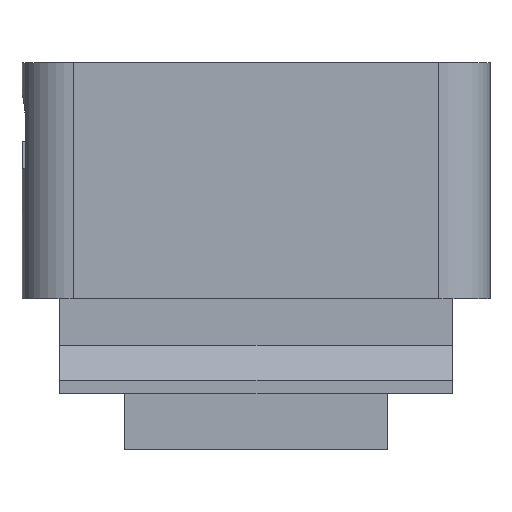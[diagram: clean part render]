
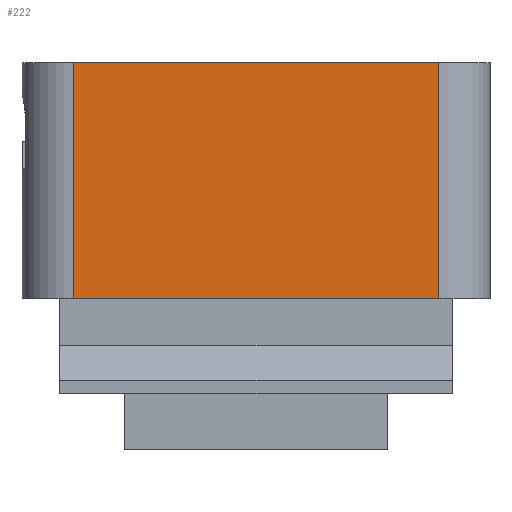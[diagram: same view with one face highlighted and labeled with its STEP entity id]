
A CAD part, front view. The second image highlights one B-rep face of the part: STEP entity #222.
In plain terms, the highlighted planar face has unit normal (0, -1, 0).
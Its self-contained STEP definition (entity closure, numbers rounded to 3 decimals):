
#222=ADVANCED_FACE('',(#688),#464,.F.);
#464=PLANE('',#4870);
#688=FACE_OUTER_BOUND('',#939,.T.);
#939=EDGE_LOOP('',(#1595,#1596,#1597,#1598));
#1595=ORIENTED_EDGE('',*,*,#3194,.T.);
#1596=ORIENTED_EDGE('',*,*,#3195,.T.);
#1597=ORIENTED_EDGE('',*,*,#3188,.F.);
#1598=ORIENTED_EDGE('',*,*,#3165,.T.);
#2667=VERTEX_POINT('',#6827);
#2668=VERTEX_POINT('',#6828);
#2682=VERTEX_POINT('',#6872);
#2687=VERTEX_POINT('',#6896);
#3165=EDGE_CURVE('',#2667,#2668,#3805,.T.);
#3188=EDGE_CURVE('',#2667,#2682,#3826,.T.);
#3194=EDGE_CURVE('',#2668,#2687,#3829,.T.);
#3195=EDGE_CURVE('',#2687,#2682,#3830,.T.);
#3805=LINE('',#6826,#4406);
#3826=LINE('',#6871,#4427);
#3829=LINE('',#6895,#4430);
#3830=LINE('',#6897,#4431);
#4406=VECTOR('',#5500,1.);
#4427=VECTOR('',#5539,1.);
#4430=VECTOR('',#5548,1.);
#4431=VECTOR('',#5549,1.);
#4870=AXIS2_PLACEMENT_3D('',#6898,#5550,#5551);
#5500=DIRECTION('',(1.,0.,0.));
#5539=DIRECTION('',(0.,0.,1.));
#5548=DIRECTION('',(0.,0.,1.));
#5549=DIRECTION('',(-1.,0.,0.));
#5550=DIRECTION('',(0.,1.,0.));
#5551=DIRECTION('',(0.,0.,1.));
#6826=CARTESIAN_POINT('',(-7.575,-9.8,-10.45));
#6827=CARTESIAN_POINT('',(-13.5,-9.8,-10.45));
#6828=CARTESIAN_POINT('',(13.5,-9.8,-10.45));
#6871=CARTESIAN_POINT('',(-13.5,-9.8,-10.2));
#6872=CARTESIAN_POINT('',(-13.5,-9.8,7.));
#6895=CARTESIAN_POINT('',(13.5,-9.8,-10.2));
#6896=CARTESIAN_POINT('',(13.5,-9.8,7.));
#6897=CARTESIAN_POINT('',(3.25,-9.8,7.));
#6898=CARTESIAN_POINT('',(3.25,-9.8,-10.2));
